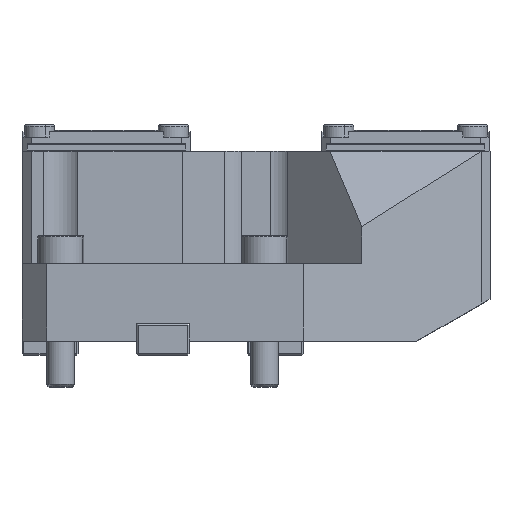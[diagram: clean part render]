
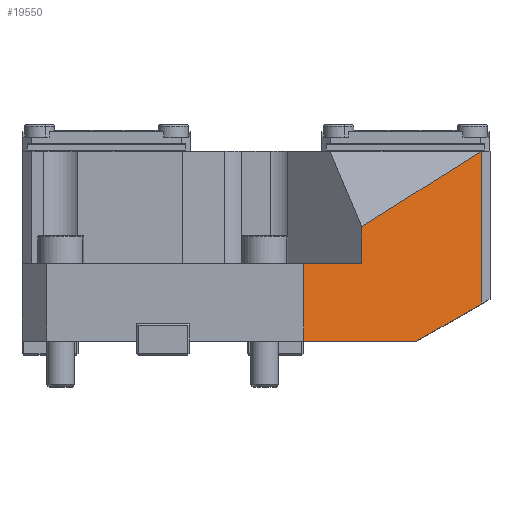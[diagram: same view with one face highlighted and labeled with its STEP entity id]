
A CAD part, top view. The second image highlights one B-rep face of the part: STEP entity #19550.
In plain terms, the highlighted planar face has unit normal (0.258, 0, 0.966).
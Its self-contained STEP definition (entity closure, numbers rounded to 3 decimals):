
#647 = AXIS2_PLACEMENT_3D ( 'NONE', #15000, #1355, #11238 ) ;
#652 = ORIENTED_EDGE ( 'NONE', *, *, #24741, .T. ) ;
#1355 = DIRECTION ( 'NONE',  ( -0.258, 0., -0.966 ) ) ;
#1645 = DIRECTION ( 'NONE',  ( 0.824, 0.522, -0.22 ) ) ;
#2028 = LINE ( 'NONE', #5805, #19079 ) ;
#2664 = EDGE_CURVE ( 'NONE', #8243, #5521, #10076, .T. ) ;
#2793 = PLANE ( 'NONE',  #647 ) ;
#3059 = EDGE_CURVE ( 'NONE', #19884, #8455, #13940, .T. ) ;
#3339 = LINE ( 'NONE', #11269, #11007 ) ;
#4060 = EDGE_CURVE ( 'NONE', #5521, #20114, #3339, .T. ) ;
#4079 = DIRECTION ( 'NONE',  ( 0., 1., 0. ) ) ;
#4217 = ORIENTED_EDGE ( 'NONE', *, *, #6058, .F. ) ;
#4259 = EDGE_CURVE ( 'NONE', #16012, #8243, #8988, .T. ) ;
#4308 = LINE ( 'NONE', #6138, #18017 ) ;
#4496 = DIRECTION ( 'NONE',  ( 0.966, 0., -0.258 ) ) ;
#5521 = VERTEX_POINT ( 'NONE', #23336 ) ;
#5805 = CARTESIAN_POINT ( 'NONE',  ( 1.905, -2.139, 47.684 ) ) ;
#5825 = CARTESIAN_POINT ( 'NONE',  ( 40., 22., 37.5 ) ) ;
#6058 = EDGE_CURVE ( 'NONE', #8455, #17037, #2028, .T. ) ;
#6063 = VECTOR ( 'NONE', #6902, 1000. ) ;
#6138 = CARTESIAN_POINT ( 'NONE',  ( 90.5, 0., 24. ) ) ;
#6902 = DIRECTION ( 'NONE',  ( 0., -1., 0. ) ) ;
#7630 = DIRECTION ( 'NONE',  ( -0.966, 0., 0.258 ) ) ;
#7948 = EDGE_CURVE ( 'NONE', #19884, #16012, #21244, .T. ) ;
#7970 = DIRECTION ( 'NONE',  ( 0.844, 0.487, -0.226 ) ) ;
#8243 = VERTEX_POINT ( 'NONE', #11093 ) ;
#8455 = VERTEX_POINT ( 'NONE', #25449 ) ;
#8988 = LINE ( 'NONE', #16904, #6063 ) ;
#9162 = EDGE_LOOP ( 'NONE', ( #23711, #19259, #652, #4217, #22312, #11819, #21179 ) ) ;
#10076 = LINE ( 'NONE', #24162, #18308 ) ;
#10361 = CARTESIAN_POINT ( 'NONE',  ( 90.5, 54., 24. ) ) ;
#11007 = VECTOR ( 'NONE', #7970, 1000. ) ;
#11093 = CARTESIAN_POINT ( 'NONE',  ( 40., 0., 37.5 ) ) ;
#11238 = DIRECTION ( 'NONE',  ( -0.966, 0., 0.258 ) ) ;
#11269 = CARTESIAN_POINT ( 'NONE',  ( 90.304, 10.443, 24.052 ) ) ;
#11819 = ORIENTED_EDGE ( 'NONE', *, *, #7948, .T. ) ;
#12235 = DIRECTION ( 'NONE',  ( 0., 1., 0. ) ) ;
#12239 = CARTESIAN_POINT ( 'NONE',  ( 90.5, 10.557, 24. ) ) ;
#13940 = LINE ( 'NONE', #21831, #14714 ) ;
#14714 = VECTOR ( 'NONE', #4079, 1000. ) ;
#15000 = CARTESIAN_POINT ( 'NONE',  ( 90.5, 0., 24. ) ) ;
#16012 = VERTEX_POINT ( 'NONE', #5825 ) ;
#16904 = CARTESIAN_POINT ( 'NONE',  ( 40., 54., 37.5 ) ) ;
#17037 = VERTEX_POINT ( 'NONE', #10361 ) ;
#17633 = VECTOR ( 'NONE', #7630, 1000. ) ;
#18017 = VECTOR ( 'NONE', #12235, 1000. ) ;
#18308 = VECTOR ( 'NONE', #4496, 1000. ) ;
#19079 = VECTOR ( 'NONE', #1645, 1000. ) ;
#19259 = ORIENTED_EDGE ( 'NONE', *, *, #4060, .T. ) ;
#19550 = ADVANCED_FACE ( 'NONE', ( #20798 ), #2793, .F. ) ;
#19884 = VERTEX_POINT ( 'NONE', #19971 ) ;
#19971 = CARTESIAN_POINT ( 'NONE',  ( 56.57, 22., 33.07 ) ) ;
#20114 = VERTEX_POINT ( 'NONE', #12239 ) ;
#20798 = FACE_OUTER_BOUND ( 'NONE', #9162, .T. ) ;
#21179 = ORIENTED_EDGE ( 'NONE', *, *, #4259, .T. ) ;
#21244 = LINE ( 'NONE', #21509, #17633 ) ;
#21509 = CARTESIAN_POINT ( 'NONE',  ( -22.277, 22., 54.148 ) ) ;
#21831 = CARTESIAN_POINT ( 'NONE',  ( 56.57, 22., 33.07 ) ) ;
#22312 = ORIENTED_EDGE ( 'NONE', *, *, #3059, .F. ) ;
#23336 = CARTESIAN_POINT ( 'NONE',  ( 72.215, 0., 28.888 ) ) ;
#23711 = ORIENTED_EDGE ( 'NONE', *, *, #2664, .T. ) ;
#24162 = CARTESIAN_POINT ( 'NONE',  ( -34.664, 0., 57.46 ) ) ;
#24741 = EDGE_CURVE ( 'NONE', #20114, #17037, #4308, .T. ) ;
#25449 = CARTESIAN_POINT ( 'NONE',  ( 56.57, 32.5, 33.07 ) ) ;
